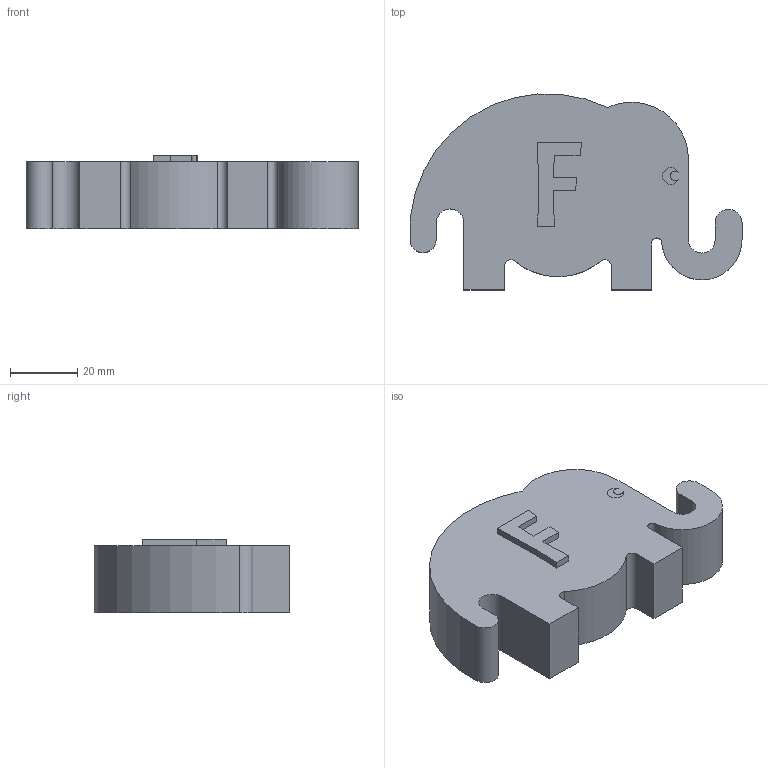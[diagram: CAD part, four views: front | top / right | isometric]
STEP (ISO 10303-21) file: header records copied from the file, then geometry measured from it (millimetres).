
FILE_DESCRIPTION(('FreeCAD Model'),'2;1');
FILE_NAME('f.step','2020-01-26T20:28:16',('Felix Morgner'),(''), 'Open CASCADE STEP processor 7.4','FreeCAD','Unknown');
FILE_SCHEMA(('AUTOMOTIVE_DESIGN { 1 0 10303 214 1 1 1 1 }'));
Length unit declared in the file: millimetre
Products named in the file (3): Letter_Elephant_(F); Eye; F
Bounding box: 99.05 x 58.45 x 22 mm (x, y, z)
Volume: 79847.8 mm3; surface area: 16129.4 mm2
Topology: 3 solids, 3 shells, 57 faces, 147 edges, 98 vertices
Faces by surface type: plane 42, cylinder 15
Entity records: 3689 total; most frequent: CARTESIAN_POINT 645, DIRECTION 559, LINE 357, VECTOR 357, ORIENTED_EDGE 294, PCURVE 294, DEFINITIONAL_REPRESENTATION 294, EDGE_CURVE 147
